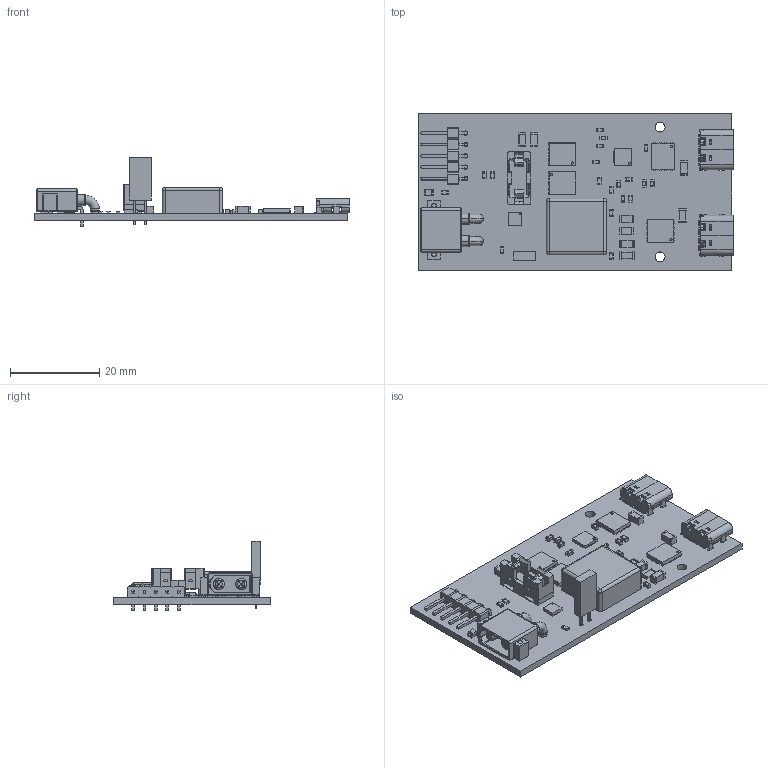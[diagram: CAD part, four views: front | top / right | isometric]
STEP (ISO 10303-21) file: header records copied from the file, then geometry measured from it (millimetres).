
FILE_DESCRIPTION(('KiCad electronic assembly'),'2;1');
FILE_NAME('PD board.step','2024-04-17T20:37:39',('Pcbnew'),('Kicad'), 'Open CASCADE STEP processor 7.7','KiCad to STEP converter','Unknown' );
FILE_SCHEMA(('AUTOMOTIVE_DESIGN { 1 0 10303 214 1 1 1 1 }'));
Length unit declared in the file: millimetre
Products named in the file (30): PD board 1; C_0603_1608Metric; Fuseholder_Schurter_0031.7701.xx; C_1206_3216Metric; QFN-28-1EP_4x4mm_P0.4mm_EP2.4x2.4mm; QFN-28-1EP_4x4mm_Pitch0.4mm; LED_0805_2012Metric; L_Sunlord_MWSA1206S-680; CQ assembly; TDSON-8-1; TDSON_8_1; USB_C_Receptacle_GCT_USB4105-xx-A_16P_TopMnt_Horizontal; USB_C_Receptacle_16P_TopMnt_Horizontal_GCT_USB4105-xx-A; R_0603_1608Metric; LED_Rectangular_W5.0mm_H2.0mm; PinHeader_1x05_P2.54mm_Horizontal; PinHeader_1x05_P254mm_Horizontal; User Library-XT30PW-M; C33BEEDC-B275-4925-AD09-33357EF5003A; R_1206_3216Metric; WSON-8-1EP_3x3mm_P0.5mm_EP1.6x2.0mm; WSON_8_1EP_3x3mm_P05mm_EP16x20mm; PD board_PCB
Assembly tree (56 placements, depth 3):
  PD board 1
    C_0603_1608Metric  x12
      C_0603_1608Metric
    Fuseholder_Schurter_0031.7701.xx
      Fuseholder_Schurter_0031.7701.xx
    C_1206_3216Metric  x6
      C_1206_3216Metric
    QFN-28-1EP_4x4mm_P0.4mm_EP2.4x2.4mm
      QFN-28-1EP_4x4mm_Pitch0.4mm
    LED_0805_2012Metric
      LED_0805_2012Metric
    L_Sunlord_MWSA1206S-680
      CQ assembly
    TDSON-8-1  x4
      TDSON_8_1
    USB_C_Receptacle_GCT_USB4105-xx-A_16P_TopMnt_Horizontal  x2
      USB_C_Receptacle_16P_TopMnt_Horizontal_GCT_USB4105-xx-A
    R_0603_1608Metric  x7
      R_0603_1608Metric
    LED_Rectangular_W5.0mm_H2.0mm
      LED_Rectangular_W5.0mm_H2.0mm
    PinHeader_1x05_P2.54mm_Horizontal
      PinHeader_1x05_P254mm_Horizontal
    User Library-XT30PW-M
      C33BEEDC-B275-4925-AD09-33357EF5003A
    R_1206_3216Metric  x2
      R_1206_3216Metric
    WSON-8-1EP_3x3mm_P0.5mm_EP1.6x2.0mm
      WSON_8_1EP_3x3mm_P05mm_EP16x20mm
    PD board_PCB
Bounding box: 70.38 x 35 x 15.6 mm (x, y, z)
Volume: 6083.6 mm3; surface area: 9838.3 mm2
Topology: 122 solids, 122 shells, 3410 faces, 8659 edges, 5523 vertices
Faces by surface type: plane 2382, cylinder 834, bspline 96, torus 58, sphere 24, cone 16
Full cylindrical faces by diameter (mm): 0.25 x1, 0.5 x9, 0.65 x4, 0.9 x2, 1 x7, 1.9 x2, 2.2 x2
Entity records: 71702 total; most frequent: CARTESIAN_POINT 11323, ORIENTED_EDGE 9700, DIRECTION 9583, EDGE_CURVE 4850, LINE 3769, VECTOR 3769, VERTEX_POINT 3077, AXIS2_PLACEMENT_3D 2907
